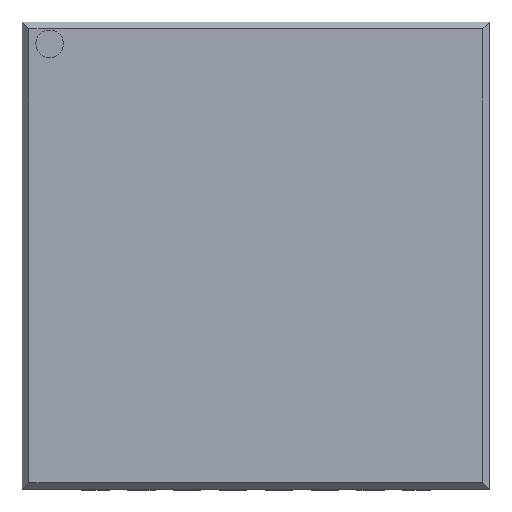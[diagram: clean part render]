
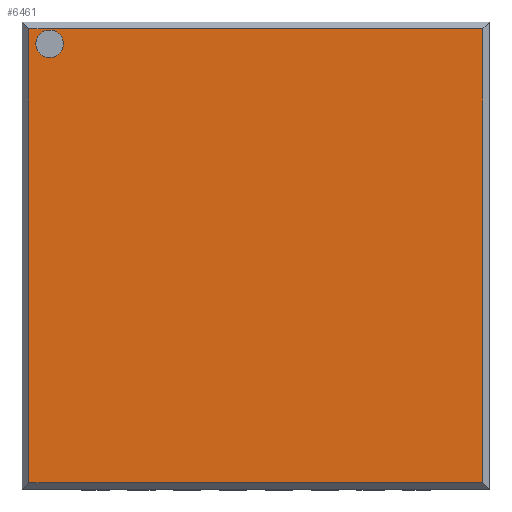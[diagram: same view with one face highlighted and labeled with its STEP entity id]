
A CAD part, top view. The second image highlights one B-rep face of the part: STEP entity #6461.
In plain terms, the highlighted planar face has unit normal (0, 0, 1).
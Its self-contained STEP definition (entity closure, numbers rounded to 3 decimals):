
#13=FACE_BOUND('',#706,.T.);
#64=CIRCLE('',#6772,0.15);
#368=FACE_OUTER_BOUND('',#705,.T.);
#705=EDGE_LOOP('',(#4947,#4948,#4949,#4950));
#706=EDGE_LOOP('',(#4951));
#1396=LINE('',#9907,#2197);
#1400=LINE('',#9915,#2201);
#1403=LINE('',#9921,#2204);
#1407=LINE('',#9927,#2208);
#2197=VECTOR('',#8105,1.);
#2201=VECTOR('',#8111,1.);
#2204=VECTOR('',#8116,1.);
#2208=VECTOR('',#8122,1.);
#2665=VERTEX_POINT('',#9393);
#2867=VERTEX_POINT('',#9905);
#2868=VERTEX_POINT('',#9906);
#2871=VERTEX_POINT('',#9914);
#2873=VERTEX_POINT('',#9920);
#3359=EDGE_CURVE('',#2665,#2665,#64,.T.);
#3598=EDGE_CURVE('',#2867,#2868,#1396,.T.);
#3602=EDGE_CURVE('',#2868,#2871,#1400,.T.);
#3605=EDGE_CURVE('',#2871,#2873,#1403,.T.);
#3609=EDGE_CURVE('',#2873,#2867,#1407,.T.);
#4947=ORIENTED_EDGE('',*,*,#3598,.F.);
#4948=ORIENTED_EDGE('',*,*,#3609,.F.);
#4949=ORIENTED_EDGE('',*,*,#3605,.F.);
#4950=ORIENTED_EDGE('',*,*,#3602,.F.);
#4951=ORIENTED_EDGE('',*,*,#3359,.T.);
#5796=PLANE('',#6850);
#6461=ADVANCED_FACE('',(#368,#13),#5796,.T.);
#6772=AXIS2_PLACEMENT_3D('',#9394,#7722,#7723);
#6850=AXIS2_PLACEMENT_3D('',#9962,#8156,#8157);
#7722=DIRECTION('center_axis',(0.,0.,-1.));
#7723=DIRECTION('ref_axis',(1.,0.,0.));
#8105=DIRECTION('',(0.,-1.,0.));
#8111=DIRECTION('',(-1.,0.,0.));
#8116=DIRECTION('',(0.,1.,0.));
#8122=DIRECTION('',(1.,0.,0.));
#8156=DIRECTION('center_axis',(0.,0.,1.));
#8157=DIRECTION('ref_axis',(-1.,0.,0.));
#9393=CARTESIAN_POINT('',(-2.4,2.313,0.8));
#9394=CARTESIAN_POINT('Origin',(-2.25,2.313,0.8));
#9905=CARTESIAN_POINT('',(2.473,2.475,0.8));
#9906=CARTESIAN_POINT('',(2.473,-2.473,0.8));
#9907=CARTESIAN_POINT('',(2.473,0.001,0.8));
#9914=CARTESIAN_POINT('',(-2.475,-2.473,0.8));
#9915=CARTESIAN_POINT('',(-2.55,-2.473,0.8));
#9920=CARTESIAN_POINT('',(-2.475,2.475,0.8));
#9921=CARTESIAN_POINT('',(-2.475,2.55,0.8));
#9927=CARTESIAN_POINT('',(-0.001,2.475,0.8));
#9962=CARTESIAN_POINT('Origin',(-2.55,2.55,0.8));
